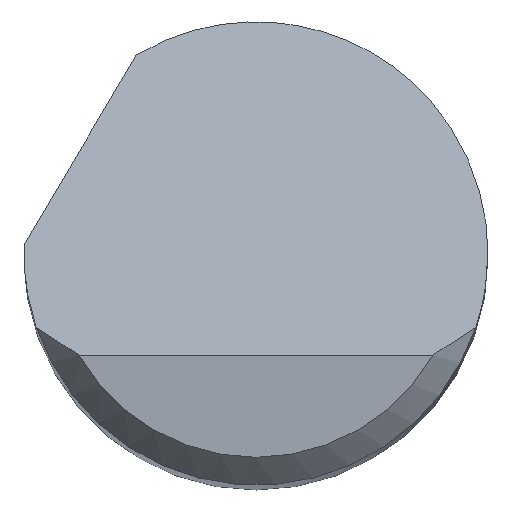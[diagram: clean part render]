
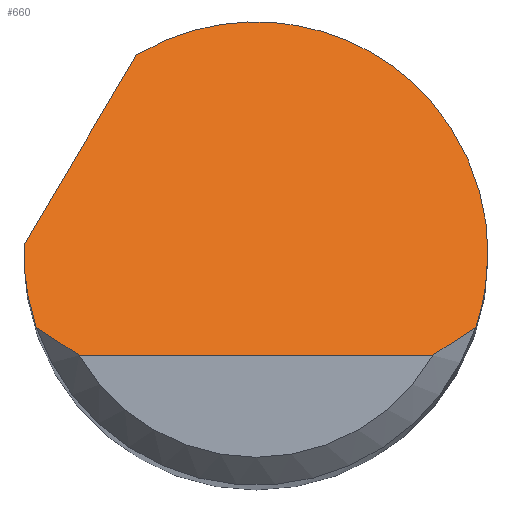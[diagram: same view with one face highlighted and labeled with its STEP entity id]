
A CAD part, top view. The second image highlights one B-rep face of the part: STEP entity #660.
In plain terms, the highlighted planar face has unit normal (0, 0.707, 0.707).
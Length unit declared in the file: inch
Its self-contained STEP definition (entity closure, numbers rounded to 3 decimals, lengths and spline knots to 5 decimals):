
#9 = CARTESIAN_POINT ( 'NONE',  ( 0.125, -0.01363, 2.95863 ) ) ;
#14 = VERTEX_POINT ( 'NONE', #321 ) ;
#32 = LINE ( 'NONE', #855, #227 ) ;
#40 = CARTESIAN_POINT ( 'NONE',  ( -0.12497, 0.00333, 2.94167 ) ) ;
#50 = CARTESIAN_POINT ( 'NONE',  ( -0.09526, -0.055, 3. ) ) ;
#55 =( BOUNDED_CURVE ( )  B_SPLINE_CURVE ( 3, ( #601, #808, #669, #253 ),
 .UNSPECIFIED., .F., .F. ) 
 B_SPLINE_CURVE_WITH_KNOTS ( ( 4, 4 ),
 ( 5.74227, 7.85398 ),
 .UNSPECIFIED. ) 
 CURVE ( )  GEOMETRIC_REPRESENTATION_ITEM ( )  RATIONAL_B_SPLINE_CURVE ( ( 1., 0.662, 0.662, 1. ) ) 
 REPRESENTATION_ITEM ( '' )  );
#67 = EDGE_LOOP ( 'NONE', ( #483, #78, #365, #93, #422, #452, #576, #436 ) ) ;
#72 = CARTESIAN_POINT ( 'NONE',  ( 0.11107, -0.04528, 2.99028 ) ) ;
#78 = ORIENTED_EDGE ( 'NONE', *, *, #110, .T. ) ;
#93 = ORIENTED_EDGE ( 'NONE', *, *, #835, .F. ) ;
#110 = EDGE_CURVE ( 'NONE', #14, #504, #366, .T. ) ;
#136 = EDGE_CURVE ( 'NONE', #764, #14, #524, .T. ) ;
#145 = VERTEX_POINT ( 'NONE', #465 ) ;
#164 = DIRECTION ( 'NONE',  ( 0., 0.707, -0.707 ) ) ;
#176 = CARTESIAN_POINT ( 'NONE',  ( -0.10339, -0.05031, 2.99531 ) ) ;
#203 = CARTESIAN_POINT ( 'NONE',  ( 0.09526, -0.055, 3. ) ) ;
#208 = VERTEX_POINT ( 'NONE', #812 ) ;
#227 = VECTOR ( 'NONE', #236, 39.37008 ) ;
#236 = DIRECTION ( 'NONE',  ( 0.386, 0.652, -0.652 ) ) ;
#253 = CARTESIAN_POINT ( 'NONE',  ( 0.125, 0., 2.945 ) ) ;
#282 = CARTESIAN_POINT ( 'NONE',  ( 0.12279, -0.02708, 2.97208 ) ) ;
#316 = CARTESIAN_POINT ( 'NONE',  ( -0.1249, 0.005, 2.94 ) ) ;
#321 = CARTESIAN_POINT ( 'NONE',  ( 0.09526, -0.055, 3. ) ) ;
#365 = ORIENTED_EDGE ( 'NONE', *, *, #410, .F. ) ;
#366 = B_SPLINE_CURVE_WITH_KNOTS ( 'NONE', 3,
 ( #203, #814, #72, #474 ),
 .UNSPECIFIED., .F., .F.,
 ( 4, 4 ),
 ( 0., 0.0008 ),
 .UNSPECIFIED. ) ;
#377 = CARTESIAN_POINT ( 'NONE',  ( -0.125, -0.01363, 2.95863 ) ) ;
#380 = CARTESIAN_POINT ( 'NONE',  ( -0.11843, -0.04, 2.985 ) ) ;
#387 = CARTESIAN_POINT ( 'NONE',  ( -0.125, 0.00167, 2.94333 ) ) ;
#406 = EDGE_CURVE ( 'NONE', #856, #145, #32, .T. ) ;
#410 = EDGE_CURVE ( 'NONE', #568, #504, #615, .T. ) ;
#416 = EDGE_CURVE ( 'NONE', #495, #856, #813, .T. ) ;
#422 = ORIENTED_EDGE ( 'NONE', *, *, #406, .F. ) ;
#431 = CARTESIAN_POINT ( 'NONE',  ( -0.1249, 0.005, 2.94 ) ) ;
#436 = ORIENTED_EDGE ( 'NONE', *, *, #709, .T. ) ;
#442 = DIRECTION ( 'NONE',  ( 0., -0.707, -0.707 ) ) ;
#443 = CARTESIAN_POINT ( 'NONE',  ( -0.125, 0., 2.945 ) ) ;
#446 = CARTESIAN_POINT ( 'NONE',  ( -0.09526, -0.055, 3. ) ) ;
#452 = ORIENTED_EDGE ( 'NONE', *, *, #416, .F. ) ;
#465 = CARTESIAN_POINT ( 'NONE',  ( -0.06437, 0.10715, 2.83785 ) ) ;
#468 = EDGE_CURVE ( 'NONE', #208, #495, #821, .T. ) ;
#474 = CARTESIAN_POINT ( 'NONE',  ( 0.11843, -0.04, 2.985 ) ) ;
#483 = ORIENTED_EDGE ( 'NONE', *, *, #136, .T. ) ;
#495 = VERTEX_POINT ( 'NONE', #737 ) ;
#504 = VERTEX_POINT ( 'NONE', #672 ) ;
#509 = VECTOR ( 'NONE', #663, 39.37008 ) ;
#524 = LINE ( 'NONE', #800, #509 ) ;
#568 = VERTEX_POINT ( 'NONE', #880 ) ;
#576 = ORIENTED_EDGE ( 'NONE', *, *, #468, .F. ) ;
#592 = CARTESIAN_POINT ( 'NONE',  ( 0.11843, -0.04, 2.985 ) ) ;
#601 = CARTESIAN_POINT ( 'NONE',  ( -0.06437, 0.10715, 2.83785 ) ) ;
#615 =( BOUNDED_CURVE ( )  B_SPLINE_CURVE ( 3, ( #623, #9, #282, #592 ),
 .UNSPECIFIED., .F., .F. ) 
 B_SPLINE_CURVE_WITH_KNOTS ( ( 4, 4 ),
 ( 1.5708, 1.89653 ),
 .UNSPECIFIED. ) 
 CURVE ( )  GEOMETRIC_REPRESENTATION_ITEM ( )  RATIONAL_B_SPLINE_CURVE ( ( 1., 0.991, 0.991, 1. ) ) 
 REPRESENTATION_ITEM ( '' )  );
#623 = CARTESIAN_POINT ( 'NONE',  ( 0.125, 0., 2.945 ) ) ;
#638 = FACE_OUTER_BOUND ( 'NONE', #67, .T. ) ;
#660 = ADVANCED_FACE ( 'NONE', ( #638 ), #775, .F. ) ;
#663 = DIRECTION ( 'NONE',  ( 1., 0., 0. ) ) ;
#669 = CARTESIAN_POINT ( 'NONE',  ( 0.125, 0.10961, 2.83539 ) ) ;
#672 = CARTESIAN_POINT ( 'NONE',  ( 0.11843, -0.04, 2.985 ) ) ;
#684 = B_SPLINE_CURVE_WITH_KNOTS ( 'NONE', 3,
 ( #857, #783, #176, #446 ),
 .UNSPECIFIED., .F., .F.,
 ( 4, 4 ),
 ( 0., 0.0008 ),
 .UNSPECIFIED. ) ;
#709 = EDGE_CURVE ( 'NONE', #208, #764, #684, .T. ) ;
#714 = CARTESIAN_POINT ( 'NONE',  ( -0.12279, -0.02708, 2.97208 ) ) ;
#737 = CARTESIAN_POINT ( 'NONE',  ( -0.125, 0., 2.945 ) ) ;
#739 = AXIS2_PLACEMENT_3D ( 'NONE', #771, #442, #164 ) ;
#764 = VERTEX_POINT ( 'NONE', #50 ) ;
#771 = CARTESIAN_POINT ( 'NONE',  ( -0.125, -0.055, 3. ) ) ;
#775 = PLANE ( 'NONE',  #739 ) ;
#783 = CARTESIAN_POINT ( 'NONE',  ( -0.11107, -0.04528, 2.99028 ) ) ;
#791 = CARTESIAN_POINT ( 'NONE',  ( -0.125, 0., 2.945 ) ) ;
#800 = CARTESIAN_POINT ( 'NONE',  ( 0., -0.055, 3. ) ) ;
#808 = CARTESIAN_POINT ( 'NONE',  ( 0.0296, 0.1636, 2.7814 ) ) ;
#812 = CARTESIAN_POINT ( 'NONE',  ( -0.11843, -0.04, 2.985 ) ) ;
#813 =( BOUNDED_CURVE ( )  B_SPLINE_CURVE ( 3, ( #443, #387, #40, #316 ),
 .UNSPECIFIED., .F., .F. ) 
 B_SPLINE_CURVE_WITH_KNOTS ( ( 4, 4 ),
 ( 4.71239, 4.7524 ),
 .UNSPECIFIED. ) 
 CURVE ( )  GEOMETRIC_REPRESENTATION_ITEM ( )  RATIONAL_B_SPLINE_CURVE ( ( 1., 1., 1., 1. ) ) 
 REPRESENTATION_ITEM ( '' )  );
#814 = CARTESIAN_POINT ( 'NONE',  ( 0.10339, -0.05031, 2.99531 ) ) ;
#821 =( BOUNDED_CURVE ( )  B_SPLINE_CURVE ( 3, ( #380, #714, #377, #791 ),
 .UNSPECIFIED., .F., .T. ) 
 B_SPLINE_CURVE_WITH_KNOTS ( ( 4, 4 ),
 ( 4.38666, 4.71239 ),
 .UNSPECIFIED. ) 
 CURVE ( )  GEOMETRIC_REPRESENTATION_ITEM ( )  RATIONAL_B_SPLINE_CURVE ( ( 1., 0.991, 0.991, 1. ) ) 
 REPRESENTATION_ITEM ( '' )  );
#835 = EDGE_CURVE ( 'NONE', #145, #568, #55, .T. ) ;
#855 = CARTESIAN_POINT ( 'NONE',  ( -0.15516, -0.04606, 2.99106 ) ) ;
#856 = VERTEX_POINT ( 'NONE', #431 ) ;
#857 = CARTESIAN_POINT ( 'NONE',  ( -0.11843, -0.04, 2.985 ) ) ;
#880 = CARTESIAN_POINT ( 'NONE',  ( 0.125, 0., 2.945 ) ) ;
